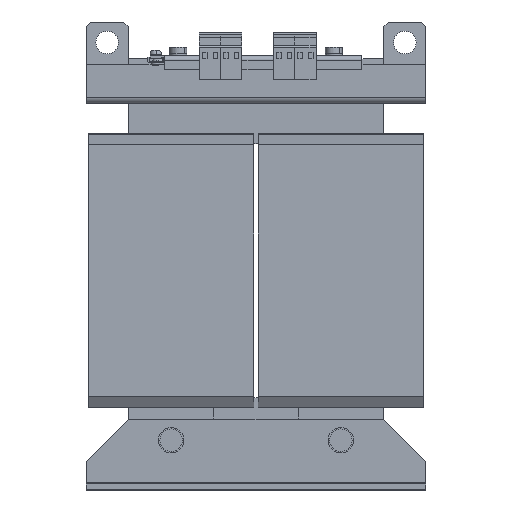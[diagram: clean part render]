
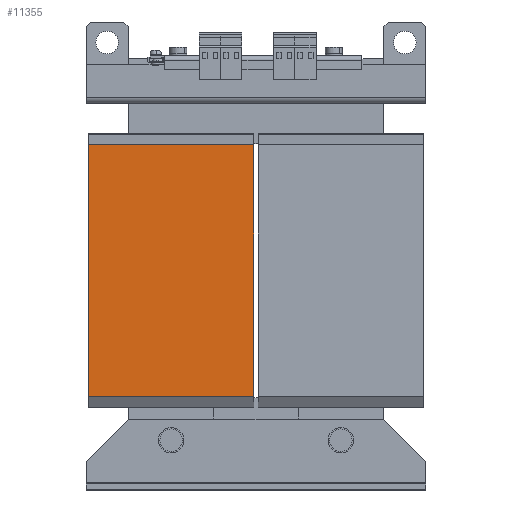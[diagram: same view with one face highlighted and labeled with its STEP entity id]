
A CAD part, top view. The second image highlights one B-rep face of the part: STEP entity #11355.
In plain terms, the highlighted planar face has unit normal (0, 0, 1).
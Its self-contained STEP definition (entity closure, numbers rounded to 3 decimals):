
#634 = EDGE_CURVE ( 'NONE', #4202, #15858, #13599, .T. ) ;
#1199 = EDGE_CURVE ( 'NONE', #16155, #2435, #1775, .T. ) ;
#1292 = LINE ( 'NONE', #3465, #1796 ) ;
#1371 = CARTESIAN_POINT ( 'NONE',  ( -118.5, 0., 66. ) ) ;
#1775 = LINE ( 'NONE', #16537, #6026 ) ;
#1796 = VECTOR ( 'NONE', #5214, 1000. ) ;
#2435 = VERTEX_POINT ( 'NONE', #7862 ) ;
#2789 = EDGE_CURVE ( 'NONE', #2435, #15858, #18843, .T. ) ;
#3465 = CARTESIAN_POINT ( 'NONE',  ( -1.5, 89., 66. ) ) ;
#3893 = FACE_OUTER_BOUND ( 'NONE', #12293, .T. ) ;
#4202 = VERTEX_POINT ( 'NONE', #9764 ) ;
#5214 = DIRECTION ( 'NONE',  ( -1., 0., 0. ) ) ;
#6026 = VECTOR ( 'NONE', #10040, 1000. ) ;
#7719 = DIRECTION ( 'NONE',  ( 0., 0., -1. ) ) ;
#7862 = CARTESIAN_POINT ( 'NONE',  ( -1.5, -89., 66. ) ) ;
#7890 = EDGE_CURVE ( 'NONE', #16155, #4202, #1292, .T. ) ;
#8505 = VECTOR ( 'NONE', #15137, 1000. ) ;
#9764 = CARTESIAN_POINT ( 'NONE',  ( -118.5, 89., 66. ) ) ;
#10040 = DIRECTION ( 'NONE',  ( 0., -1., 0. ) ) ;
#10049 = ORIENTED_EDGE ( 'NONE', *, *, #2789, .F. ) ;
#10050 = ORIENTED_EDGE ( 'NONE', *, *, #7890, .T. ) ;
#10876 = CARTESIAN_POINT ( 'NONE',  ( -1.5, 89., 66. ) ) ;
#11355 = ADVANCED_FACE ( 'NONE', ( #3893 ), #18898, .F. ) ;
#11523 = CARTESIAN_POINT ( 'NONE',  ( -118.5, -89., 66. ) ) ;
#12293 = EDGE_LOOP ( 'NONE', ( #15581, #10049, #12615, #10050 ) ) ;
#12615 = ORIENTED_EDGE ( 'NONE', *, *, #1199, .F. ) ;
#12796 = DIRECTION ( 'NONE',  ( 0., -1., 0. ) ) ;
#13599 = LINE ( 'NONE', #1371, #15411 ) ;
#15137 = DIRECTION ( 'NONE',  ( -1., 0., 0. ) ) ;
#15273 = CARTESIAN_POINT ( 'NONE',  ( -1.5, -89., 66. ) ) ;
#15411 = VECTOR ( 'NONE', #12796, 1000. ) ;
#15581 = ORIENTED_EDGE ( 'NONE', *, *, #634, .T. ) ;
#15858 = VERTEX_POINT ( 'NONE', #11523 ) ;
#16155 = VERTEX_POINT ( 'NONE', #10876 ) ;
#16537 = CARTESIAN_POINT ( 'NONE',  ( -1.5, 0., 66. ) ) ;
#18395 = AXIS2_PLACEMENT_3D ( 'NONE', #20573, #7719, #19091 ) ;
#18843 = LINE ( 'NONE', #15273, #8505 ) ;
#18898 = PLANE ( 'NONE',  #18395 ) ;
#19091 = DIRECTION ( 'NONE',  ( -1., 0., 0. ) ) ;
#20573 = CARTESIAN_POINT ( 'NONE',  ( -1.5, 0., 66. ) ) ;
